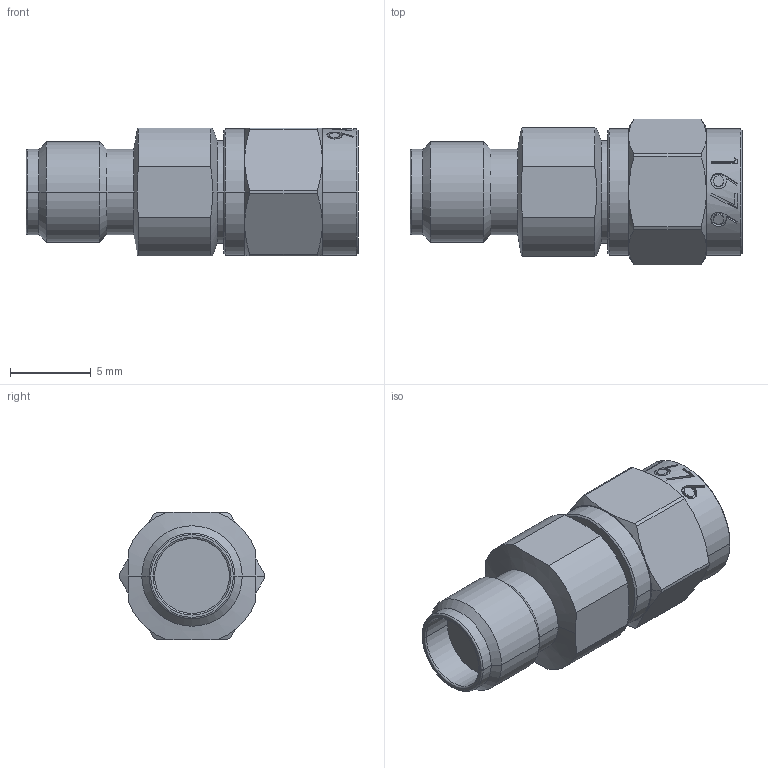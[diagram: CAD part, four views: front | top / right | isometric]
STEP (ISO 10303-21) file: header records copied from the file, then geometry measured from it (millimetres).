
FILE_DESCRIPTION (( 'STEP AP214' ), '1' );
FILE_NAME ('FMAD1676_3D.step', '2023-03-13T20:47:05', ( '' ), ( '' ), 'SwSTEP 2.0', 'SolidWorks 2022', '' );
FILE_SCHEMA (( 'AUTOMOTIVE_DESIGN' ));
Length unit declared in the file: millimetre
Products named in the file (1): FMAD1676_3D
Bounding box: 20.5 x 9 x 7.9 mm (x, y, z)
Volume: 716.4 mm3; surface area: 823.9 mm2
Topology: 1 solids, 1 shells, 139 faces, 326 edges, 202 vertices
Faces by surface type: cone 40, cylinder 40, bspline 33, plane 22, torus 4
Entity records: 5996 total; most frequent: CARTESIAN_POINT 3075, ORIENTED_EDGE 652, DIRECTION 506, EDGE_CURVE 326, AXIS2_PLACEMENT_3D 217, VERTEX_POINT 202, EDGE_LOOP 152, B_SPLINE_CURVE_WITH_KNOTS 144
